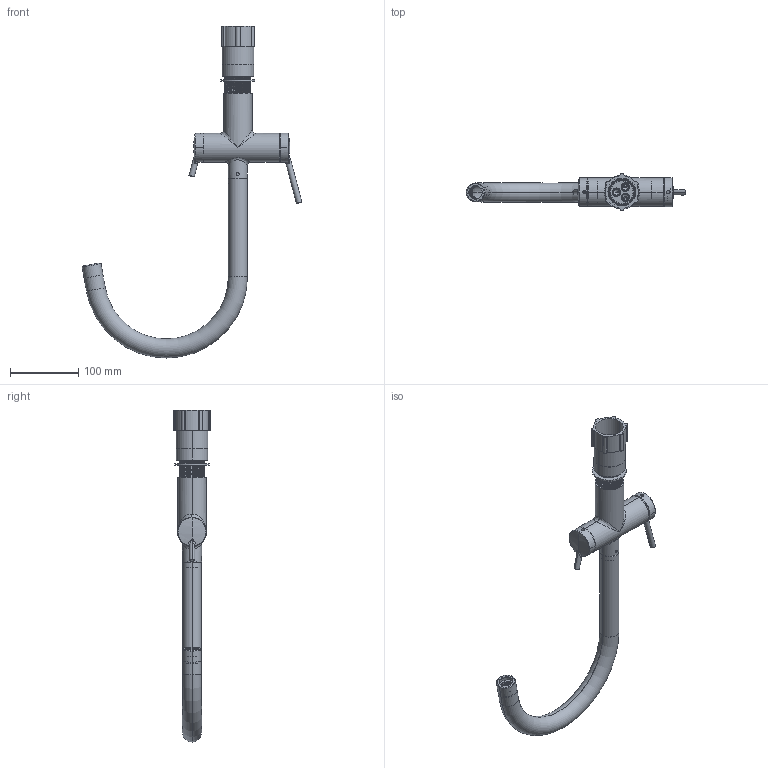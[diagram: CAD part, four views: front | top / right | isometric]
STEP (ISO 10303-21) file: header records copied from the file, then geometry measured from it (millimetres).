
FILE_DESCRIPTION((''),'2;1');
FILE_NAME('80245-3000_ASM','2023-12-01T19:36:55',('Administrator'),(''),'CREO PARAMETRIC BY PTC INC, 2017380','CREO PARAMETRIC BY PTC INC, 2017380','');
FILE_SCHEMA(('CONFIG_CONTROL_DESIGN'));
Length unit declared in the file: millimetre
Products named in the file (17): 00145-23-8-190001; 2-35PJ_30001; 441002-1-12M37_30001; CW003050001; 802450001; M34X801_30001; M34X15_30001; 50X34X25_30001; 0001; 80245-3-0001; 80245-3-0002; 80245-3--0001; _0001; M40001; 80245-1280001; 28M220001; 80245-3000_ASM
Assembly tree (16 placements, depth 2):
  80245-3000_ASM
    00145-23-8-190001
    2-35PJ_30001
    441002-1-12M37_30001
    CW003050001
    802450001
    M34X801_30001
    M34X15_30001
    50X34X25_30001
    0001
    80245-3-0001
    80245-3-0002
    80245-3--0001
    _0001
    M40001
    80245-1280001
    28M220001
Bounding box: 322.15 x 53.98 x 487 mm (x, y, z)
Volume: 245330.6 mm3; surface area: 236357.5 mm2
Topology: 17 solids, 23 shells, 1309 faces, 3397 edges, 2177 vertices
Faces by surface type: cylinder 582, plane 451, cone 118, bspline 93, torus 51, sphere 10, revolution 4
Entity records: 63518 total; most frequent: CARTESIAN_POINT 32073, ORIENTED_EDGE 6738, DIRECTION 6162, EDGE_CURVE 3377, AXIS2_PLACEMENT_3D 2331, VERTEX_POINT 2177, VECTOR 1496, LINE 1496
